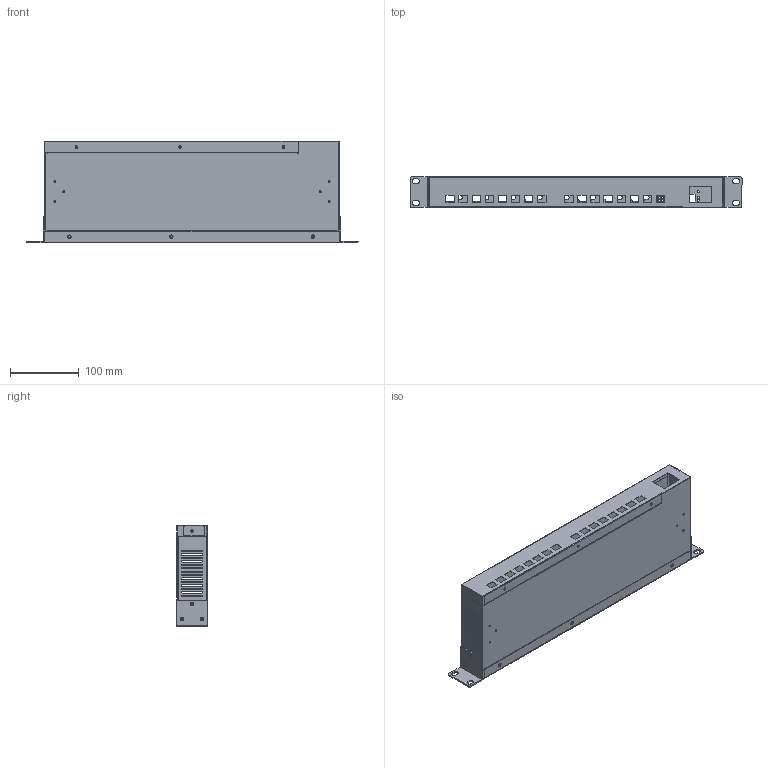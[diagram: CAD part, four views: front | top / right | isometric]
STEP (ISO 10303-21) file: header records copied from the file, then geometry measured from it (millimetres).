
FILE_DESCRIPTION(/* description */ (''),/* implementation_level */ '2;1');
FILE_NAME(/* name */ 'Assembly1.stp',/* time_stamp */ '2019-09-04T13:46:15-04:00',/* author */ ('CAD PC'),/* organization */ (''),/* preprocessor_version */ 'ST-DEVELOPER v18',/* originating_system */ 'Autodesk Inventor 2020',/* authorisation */ '');
FILE_SCHEMA (('AUTOMOTIVE_DESIGN { 1 0 10303 214 3 1 1 }'));
Length unit declared in the file: millimetre
Products named in the file (5): Assembly1; rcom16i; rcom16itop; 16COM PLATE; Bracket
Assembly tree (5 placements, depth 2):
  Assembly1
    rcom16i
    rcom16itop
    16COM PLATE
    Bracket  x2
Bounding box: 482 x 44 x 147.68 mm (x, y, z)
Volume: 158778.4 mm3; surface area: 389269.8 mm2
Topology: 5 solids, 5 shells, 853 faces, 2429 edges, 1621 vertices
Faces by surface type: plane 529, cylinder 315, cone 9
Full cylindrical faces by diameter (mm): 2.6 x6, 2.65 x8, 2.75 x2, 2.85 x6, 3.3 x35, 3.75 x11, 3.8 x5
Entity records: 27330 total; most frequent: CARTESIAN_POINT 4700, DIRECTION 4691, ORIENTED_EDGE 4602, EDGE_CURVE 2301, LINE 1609, VECTOR 1609, AXIS2_PLACEMENT_3D 1541, VERTEX_POINT 1488
